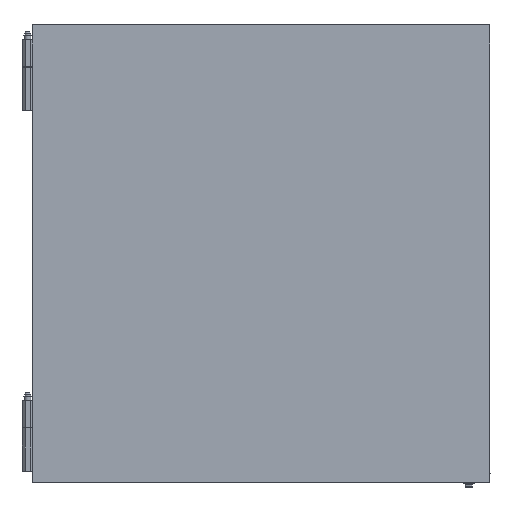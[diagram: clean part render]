
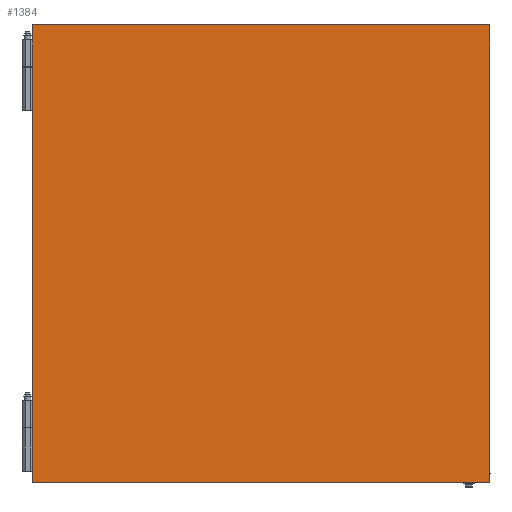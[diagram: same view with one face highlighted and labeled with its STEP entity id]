
A CAD part, top view. The second image highlights one B-rep face of the part: STEP entity #1384.
In plain terms, the highlighted planar face has unit normal (0, 0, 1).
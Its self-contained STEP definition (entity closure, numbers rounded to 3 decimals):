
#1384 = ADVANCED_FACE ( 'NONE', ( #12263 ), #13591, .T. ) ;
#1508 = EDGE_LOOP ( 'NONE', ( #6643, #6644, #6645, #6646 ) ) ;
#4684 = EDGE_CURVE ( 'NONE', #35521, #35519, #16681, .T. ) ;
#4688 = EDGE_CURVE ( 'NONE', #35519, #35522, #16685, .T. ) ;
#4691 = EDGE_CURVE ( 'NONE', #35522, #35526, #16691, .T. ) ;
#4693 = EDGE_CURVE ( 'NONE', #35526, #35521, #16701, .T. ) ;
#6643 = ORIENTED_EDGE ( 'NONE', *, *, #4684, .T. ) ;
#6644 = ORIENTED_EDGE ( 'NONE', *, *, #4688, .T. ) ;
#6645 = ORIENTED_EDGE ( 'NONE', *, *, #4691, .T. ) ;
#6646 = ORIENTED_EDGE ( 'NONE', *, *, #4693, .T. ) ;
#12087 = AXIS2_PLACEMENT_3D ( 'NONE', #13584, #13593, #13594 ) ;
#12263 = FACE_OUTER_BOUND ( 'NONE', #1508, .T. ) ;
#13584 = CARTESIAN_POINT ( 'NONE',  ( -365., -365., 344. ) ) ;
#13591 = PLANE ( 'NONE',  #12087 ) ;
#13593 = DIRECTION ( 'NONE',  ( 0., 0., 1. ) ) ;
#13594 = DIRECTION ( 'NONE',  ( 1., 0., 0. ) ) ;
#16681 = LINE ( 'NONE', #19837, #16686 ) ;
#16685 = LINE ( 'NONE', #19851, #16694 ) ;
#16686 = VECTOR ( 'NONE', #19852, 1000. ) ;
#16691 = LINE ( 'NONE', #19853, #16700 ) ;
#16694 = VECTOR ( 'NONE', #19860, 1000. ) ;
#16700 = VECTOR ( 'NONE', #19866, 1000. ) ;
#16701 = LINE ( 'NONE', #19869, #16704 ) ;
#16704 = VECTOR ( 'NONE', #19870, 1000. ) ;
#19837 = CARTESIAN_POINT ( 'NONE',  ( -365., 365., 344. ) ) ;
#19851 = CARTESIAN_POINT ( 'NONE',  ( -365., -365., 344. ) ) ;
#19852 = DIRECTION ( 'NONE',  ( 0., -1., 0. ) ) ;
#19853 = CARTESIAN_POINT ( 'NONE',  ( 365., 365., 344. ) ) ;
#19860 = DIRECTION ( 'NONE',  ( 1., 0., 0. ) ) ;
#19866 = DIRECTION ( 'NONE',  ( 0., 1., 0. ) ) ;
#19869 = CARTESIAN_POINT ( 'NONE',  ( -365., 365., 344. ) ) ;
#19870 = DIRECTION ( 'NONE',  ( -1., 0., 0. ) ) ;
#28278 = CARTESIAN_POINT ( 'NONE',  ( -365., -365., 344. ) ) ;
#28280 = CARTESIAN_POINT ( 'NONE',  ( -365., 365., 344. ) ) ;
#28281 = CARTESIAN_POINT ( 'NONE',  ( 365., -365., 344. ) ) ;
#28285 = CARTESIAN_POINT ( 'NONE',  ( 365., 365., 344. ) ) ;
#35519 = VERTEX_POINT ( 'NONE', #28278 ) ;
#35521 = VERTEX_POINT ( 'NONE', #28280 ) ;
#35522 = VERTEX_POINT ( 'NONE', #28281 ) ;
#35526 = VERTEX_POINT ( 'NONE', #28285 ) ;
